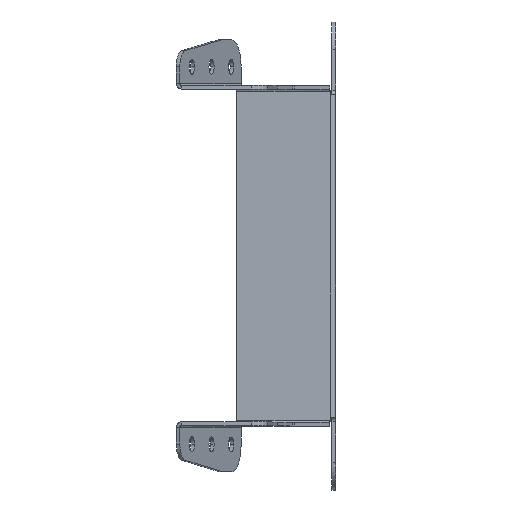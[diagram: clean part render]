
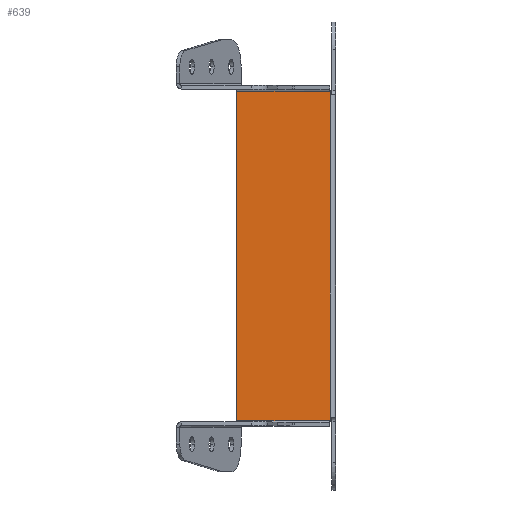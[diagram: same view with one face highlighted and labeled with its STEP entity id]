
A CAD part, top view. The second image highlights one B-rep face of the part: STEP entity #639.
In plain terms, the highlighted planar face has unit normal (0, 0, 1).
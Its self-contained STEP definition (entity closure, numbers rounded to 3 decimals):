
#33 = CARTESIAN_POINT ( 'NONE',  ( 537.343, 70.3, 1.651 ) ) ;
#306 = DIRECTION ( 'NONE',  ( 0., 1., 0. ) ) ;
#323 = VECTOR ( 'NONE', #306, 1000. ) ;
#418 = ORIENTED_EDGE ( 'NONE', *, *, #1995, .F. ) ;
#626 = VERTEX_POINT ( 'NONE', #2442 ) ;
#639 = ADVANCED_FACE ( 'NONE', ( #2650 ), #2351, .F. ) ;
#651 = EDGE_LOOP ( 'NONE', ( #701, #1092, #418, #2671, #2146, #702 ) ) ;
#658 = AXIS2_PLACEMENT_3D ( 'NONE', #2383, #2340, #2317 ) ;
#674 = DIRECTION ( 'NONE',  ( 0., -1., 0. ) ) ;
#701 = ORIENTED_EDGE ( 'NONE', *, *, #1992, .F. ) ;
#702 = ORIENTED_EDGE ( 'NONE', *, *, #1913, .T. ) ;
#706 = VERTEX_POINT ( 'NONE', #1821 ) ;
#928 = CARTESIAN_POINT ( 'NONE',  ( 537.343, -71.8, 1.651 ) ) ;
#990 = LINE ( 'NONE', #1075, #2758 ) ;
#1075 = CARTESIAN_POINT ( 'NONE',  ( 496.664, 71.8, 1.651 ) ) ;
#1092 = ORIENTED_EDGE ( 'NONE', *, *, #1985, .T. ) ;
#1138 = DIRECTION ( 'NONE',  ( 0., 1., 0. ) ) ;
#1540 = VERTEX_POINT ( 'NONE', #2753 ) ;
#1612 = VECTOR ( 'NONE', #1138, 1000. ) ;
#1688 = CARTESIAN_POINT ( 'NONE',  ( 537.343, -71.8, 1.651 ) ) ;
#1821 = CARTESIAN_POINT ( 'NONE',  ( 496.664, -71.8, 1.651 ) ) ;
#1913 = EDGE_CURVE ( 'NONE', #2522, #2572, #2831, .T. ) ;
#1975 = CARTESIAN_POINT ( 'NONE',  ( 496.664, 74.188, 1.651 ) ) ;
#1982 = CARTESIAN_POINT ( 'NONE',  ( 537.343, -70.3, 1.651 ) ) ;
#1985 = EDGE_CURVE ( 'NONE', #626, #706, #2861, .T. ) ;
#1992 = EDGE_CURVE ( 'NONE', #626, #2572, #990, .T. ) ;
#1995 = EDGE_CURVE ( 'NONE', #2087, #706, #2804, .T. ) ;
#1996 = EDGE_CURVE ( 'NONE', #2087, #1540, #2295, .T. ) ;
#1997 = EDGE_CURVE ( 'NONE', #1540, #2522, #2807, .T. ) ;
#2012 = DIRECTION ( 'NONE',  ( -1., 0., 0. ) ) ;
#2026 = CARTESIAN_POINT ( 'NONE',  ( 537.343, 74.188, 1.651 ) ) ;
#2087 = VERTEX_POINT ( 'NONE', #1688 ) ;
#2146 = ORIENTED_EDGE ( 'NONE', *, *, #1997, .T. ) ;
#2295 = LINE ( 'NONE', #2026, #323 ) ;
#2317 = DIRECTION ( 'NONE',  ( -1., 0., 0. ) ) ;
#2340 = DIRECTION ( 'NONE',  ( 0., 0., -1. ) ) ;
#2351 = PLANE ( 'NONE',  #658 ) ;
#2368 = VECTOR ( 'NONE', #2698, 1000. ) ;
#2383 = CARTESIAN_POINT ( 'NONE',  ( 537.343, -74.188, 1.651 ) ) ;
#2413 = VECTOR ( 'NONE', #674, 1000. ) ;
#2442 = CARTESIAN_POINT ( 'NONE',  ( 496.664, 71.8, 1.651 ) ) ;
#2522 = VERTEX_POINT ( 'NONE', #33 ) ;
#2537 = DIRECTION ( 'NONE',  ( 1., 0., 0. ) ) ;
#2572 = VERTEX_POINT ( 'NONE', #2974 ) ;
#2650 = FACE_OUTER_BOUND ( 'NONE', #651, .T. ) ;
#2671 = ORIENTED_EDGE ( 'NONE', *, *, #1996, .T. ) ;
#2698 = DIRECTION ( 'NONE',  ( 0., 1., 0. ) ) ;
#2753 = CARTESIAN_POINT ( 'NONE',  ( 537.343, -70.3, 1.651 ) ) ;
#2758 = VECTOR ( 'NONE', #2537, 1000. ) ;
#2804 = LINE ( 'NONE', #928, #2923 ) ;
#2807 = LINE ( 'NONE', #1982, #1612 ) ;
#2828 = CARTESIAN_POINT ( 'NONE',  ( 537.343, 74.188, 1.651 ) ) ;
#2831 = LINE ( 'NONE', #2828, #2368 ) ;
#2861 = LINE ( 'NONE', #1975, #2413 ) ;
#2923 = VECTOR ( 'NONE', #2012, 1000. ) ;
#2974 = CARTESIAN_POINT ( 'NONE',  ( 537.343, 71.8, 1.651 ) ) ;
